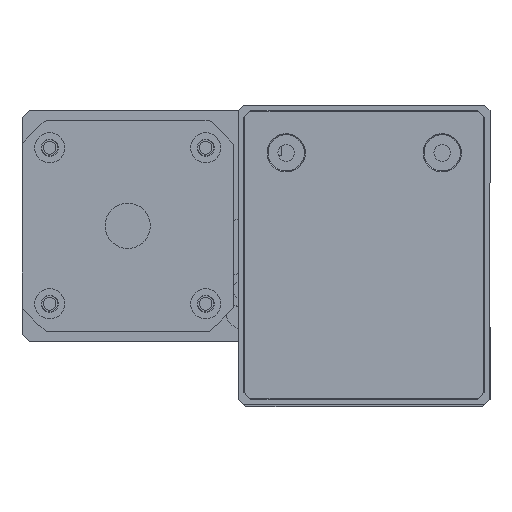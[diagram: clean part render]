
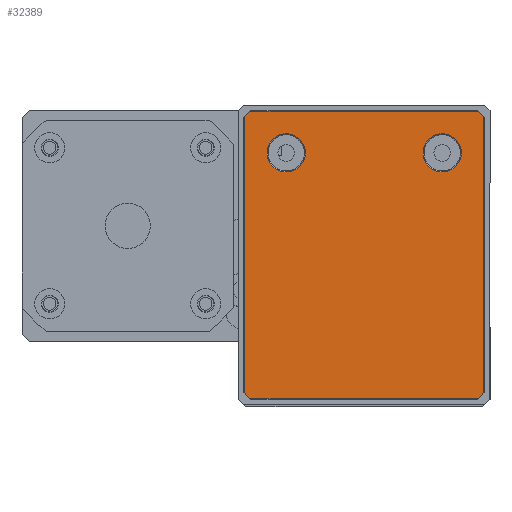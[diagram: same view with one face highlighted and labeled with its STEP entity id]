
A CAD part, front view. The second image highlights one B-rep face of the part: STEP entity #32389.
In plain terms, the highlighted planar face has unit normal (0, -1, 0).
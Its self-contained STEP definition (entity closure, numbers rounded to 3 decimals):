
#258 = CARTESIAN_POINT ( 'NONE',  ( -41.944, -82.6, 45.091 ) ) ;
#406 = ORIENTED_EDGE ( 'NONE', *, *, #31710, .T. ) ;
#459 = EDGE_LOOP ( 'NONE', ( #406, #18282 ) ) ;
#1048 = CARTESIAN_POINT ( 'NONE',  ( -88.444, -82.6, 43.991 ) ) ;
#1133 = CARTESIAN_POINT ( 'NONE',  ( -88.444, -82.6, 16.541 ) ) ;
#1258 = CIRCLE ( 'NONE', #22568, 3.8 ) ;
#1594 = EDGE_CURVE ( 'NONE', #10582, #8130, #18830, .T. ) ;
#1872 = CARTESIAN_POINT ( 'NONE',  ( -41.944, -82.6, -12.009 ) ) ;
#2026 = EDGE_CURVE ( 'NONE', #7347, #14660, #30950, .T. ) ;
#2222 = EDGE_CURVE ( 'NONE', #24357, #19838, #34339, .T. ) ;
#2504 = CARTESIAN_POINT ( 'NONE',  ( -88.644, -82.6, -10.709 ) ) ;
#2508 = ORIENTED_EDGE ( 'NONE', *, *, #2026, .T. ) ;
#2687 = CARTESIAN_POINT ( 'NONE',  ( -87.344, -82.6, -12.009 ) ) ;
#3697 = VECTOR ( 'NONE', #18323, 1000. ) ;
#3807 = VECTOR ( 'NONE', #22595, 1000. ) ;
#4038 = CARTESIAN_POINT ( 'NONE',  ( -40.844, -82.6, 43.991 ) ) ;
#5079 = CIRCLE ( 'NONE', #26004, 3.8 ) ;
#5215 = ORIENTED_EDGE ( 'NONE', *, *, #13480, .T. ) ;
#6040 = ORIENTED_EDGE ( 'NONE', *, *, #36256, .T. ) ;
#6169 = CIRCLE ( 'NONE', #11269, 3.8 ) ;
#6941 = EDGE_CURVE ( 'NONE', #17231, #7347, #11750, .T. ) ;
#7261 = EDGE_CURVE ( 'NONE', #22018, #24357, #8413, .T. ) ;
#7347 = VERTEX_POINT ( 'NONE', #258 ) ;
#8130 = VERTEX_POINT ( 'NONE', #31182 ) ;
#8257 = VERTEX_POINT ( 'NONE', #29750 ) ;
#8413 = LINE ( 'NONE', #22319, #22601 ) ;
#8500 = FACE_BOUND ( 'NONE', #459, .T. ) ;
#10087 = CARTESIAN_POINT ( 'NONE',  ( -80.144, -82.6, 36.791 ) ) ;
#10136 = ORIENTED_EDGE ( 'NONE', *, *, #28863, .T. ) ;
#10221 = CARTESIAN_POINT ( 'NONE',  ( -49.144, -82.6, 36.791 ) ) ;
#10582 = VERTEX_POINT ( 'NONE', #20878 ) ;
#11086 = VECTOR ( 'NONE', #16806, 1000. ) ;
#11269 = AXIS2_PLACEMENT_3D ( 'NONE', #10221, #31347, #13228 ) ;
#11750 = LINE ( 'NONE', #27581, #3697 ) ;
#12624 = ORIENTED_EDGE ( 'NONE', *, *, #6941, .T. ) ;
#13104 = DIRECTION ( 'NONE',  ( 1., 0., 0. ) ) ;
#13228 = DIRECTION ( 'NONE',  ( 1., 0., 0. ) ) ;
#13480 = EDGE_CURVE ( 'NONE', #8257, #24203, #1258, .T. ) ;
#13637 = VECTOR ( 'NONE', #18050, 1000. ) ;
#13861 = AXIS2_PLACEMENT_3D ( 'NONE', #32498, #21357, #27836 ) ;
#14660 = VERTEX_POINT ( 'NONE', #17864 ) ;
#15717 = CARTESIAN_POINT ( 'NONE',  ( -76.344, -82.6, 36.791 ) ) ;
#16593 = CARTESIAN_POINT ( 'NONE',  ( -42.144, -82.6, -12.209 ) ) ;
#16741 = LINE ( 'NONE', #1133, #24780 ) ;
#16806 = DIRECTION ( 'NONE',  ( 0., 0., 1. ) ) ;
#17130 = DIRECTION ( 'NONE',  ( 1., 0., 0. ) ) ;
#17231 = VERTEX_POINT ( 'NONE', #4038 ) ;
#17864 = CARTESIAN_POINT ( 'NONE',  ( -87.344, -82.6, 45.091 ) ) ;
#18050 = DIRECTION ( 'NONE',  ( -0.707, 0., -0.707 ) ) ;
#18282 = ORIENTED_EDGE ( 'NONE', *, *, #1594, .T. ) ;
#18323 = DIRECTION ( 'NONE',  ( -0.707, 0., 0.707 ) ) ;
#18830 = CIRCLE ( 'NONE', #13861, 3.8 ) ;
#18998 = ORIENTED_EDGE ( 'NONE', *, *, #34533, .T. ) ;
#19140 = EDGE_CURVE ( 'NONE', #36647, #22018, #32545, .T. ) ;
#19510 = DIRECTION ( 'NONE',  ( 1., 0., 0. ) ) ;
#19838 = VERTEX_POINT ( 'NONE', #21728 ) ;
#20878 = CARTESIAN_POINT ( 'NONE',  ( -52.944, -82.6, 36.791 ) ) ;
#21357 = DIRECTION ( 'NONE',  ( 0., 1., 0. ) ) ;
#21728 = CARTESIAN_POINT ( 'NONE',  ( -40.844, -82.6, -10.909 ) ) ;
#22018 = VERTEX_POINT ( 'NONE', #2687 ) ;
#22319 = CARTESIAN_POINT ( 'NONE',  ( -64.644, -82.6, -12.009 ) ) ;
#22568 = AXIS2_PLACEMENT_3D ( 'NONE', #32273, #23031, #34598 ) ;
#22595 = DIRECTION ( 'NONE',  ( -1., 0., 0. ) ) ;
#22601 = VECTOR ( 'NONE', #19510, 1000. ) ;
#23031 = DIRECTION ( 'NONE',  ( 0., 1., 0. ) ) ;
#23634 = FACE_BOUND ( 'NONE', #37000, .T. ) ;
#24203 = VERTEX_POINT ( 'NONE', #15717 ) ;
#24357 = VERTEX_POINT ( 'NONE', #1872 ) ;
#24476 = VECTOR ( 'NONE', #32619, 1000. ) ;
#24780 = VECTOR ( 'NONE', #25271, 1000. ) ;
#25121 = ORIENTED_EDGE ( 'NONE', *, *, #33785, .T. ) ;
#25271 = DIRECTION ( 'NONE',  ( 0., 0., -1. ) ) ;
#25553 = DIRECTION ( 'NONE',  ( 0.707, 0., 0.707 ) ) ;
#26004 = AXIS2_PLACEMENT_3D ( 'NONE', #10087, #31232, #13104 ) ;
#27268 = CARTESIAN_POINT ( 'NONE',  ( -88.444, -82.6, -10.909 ) ) ;
#27581 = CARTESIAN_POINT ( 'NONE',  ( -40.644, -82.6, 43.791 ) ) ;
#27836 = DIRECTION ( 'NONE',  ( 1., 0., 0. ) ) ;
#28863 = EDGE_CURVE ( 'NONE', #19838, #17231, #35138, .T. ) ;
#28937 = PLANE ( 'NONE',  #32035 ) ;
#29737 = LINE ( 'NONE', #36033, #13637 ) ;
#29750 = CARTESIAN_POINT ( 'NONE',  ( -83.944, -82.6, 36.791 ) ) ;
#29771 = VERTEX_POINT ( 'NONE', #1048 ) ;
#30950 = LINE ( 'NONE', #34824, #3807 ) ;
#31145 = ORIENTED_EDGE ( 'NONE', *, *, #2222, .T. ) ;
#31182 = CARTESIAN_POINT ( 'NONE',  ( -45.344, -82.6, 36.791 ) ) ;
#31232 = DIRECTION ( 'NONE',  ( 0., 1., 0. ) ) ;
#31347 = DIRECTION ( 'NONE',  ( 0., 1., 0. ) ) ;
#31710 = EDGE_CURVE ( 'NONE', #8130, #10582, #6169, .T. ) ;
#32035 = AXIS2_PLACEMENT_3D ( 'NONE', #32219, #35224, #17130 ) ;
#32219 = CARTESIAN_POINT ( 'NONE',  ( -64.644, -82.6, 16.541 ) ) ;
#32273 = CARTESIAN_POINT ( 'NONE',  ( -80.144, -82.6, 36.791 ) ) ;
#32389 = ADVANCED_FACE ( 'NONE', ( #32623, #23634, #8500 ), #28937, .F. ) ;
#32464 = EDGE_LOOP ( 'NONE', ( #36869, #31145, #10136, #12624, #2508, #25121, #6040, #38952 ) ) ;
#32498 = CARTESIAN_POINT ( 'NONE',  ( -49.144, -82.6, 36.791 ) ) ;
#32545 = LINE ( 'NONE', #2504, #24476 ) ;
#32619 = DIRECTION ( 'NONE',  ( 0.707, 0., -0.707 ) ) ;
#32623 = FACE_OUTER_BOUND ( 'NONE', #32464, .T. ) ;
#33785 = EDGE_CURVE ( 'NONE', #14660, #29771, #29737, .T. ) ;
#34339 = LINE ( 'NONE', #16593, #39060 ) ;
#34533 = EDGE_CURVE ( 'NONE', #24203, #8257, #5079, .T. ) ;
#34598 = DIRECTION ( 'NONE',  ( 1., 0., 0. ) ) ;
#34824 = CARTESIAN_POINT ( 'NONE',  ( -64.644, -82.6, 45.091 ) ) ;
#34881 = CARTESIAN_POINT ( 'NONE',  ( -40.844, -82.6, 16.541 ) ) ;
#35138 = LINE ( 'NONE', #34881, #11086 ) ;
#35224 = DIRECTION ( 'NONE',  ( 0., 1., 0. ) ) ;
#36033 = CARTESIAN_POINT ( 'NONE',  ( -87.144, -82.6, 45.291 ) ) ;
#36256 = EDGE_CURVE ( 'NONE', #29771, #36647, #16741, .T. ) ;
#36647 = VERTEX_POINT ( 'NONE', #27268 ) ;
#36869 = ORIENTED_EDGE ( 'NONE', *, *, #7261, .T. ) ;
#37000 = EDGE_LOOP ( 'NONE', ( #18998, #5215 ) ) ;
#38952 = ORIENTED_EDGE ( 'NONE', *, *, #19140, .T. ) ;
#39060 = VECTOR ( 'NONE', #25553, 1000. ) ;
